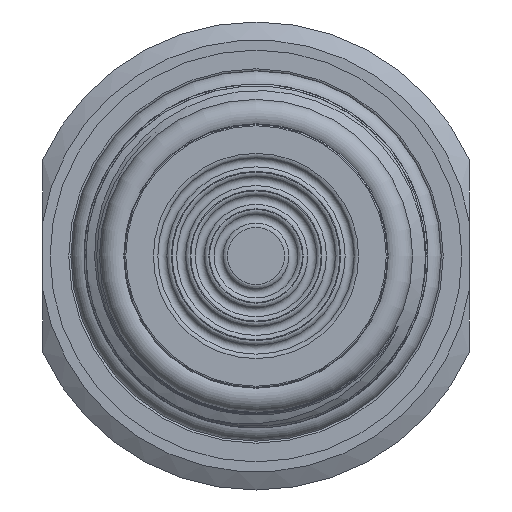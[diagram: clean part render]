
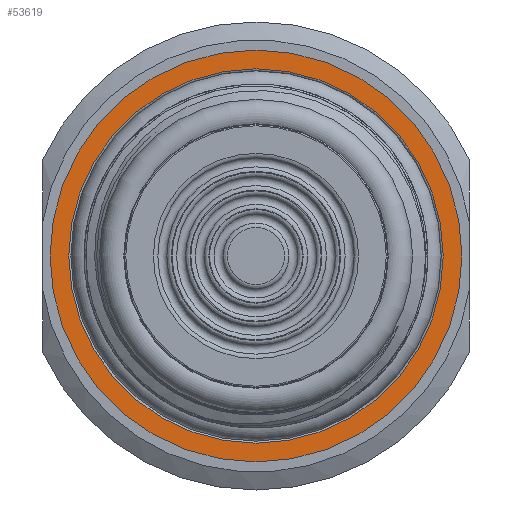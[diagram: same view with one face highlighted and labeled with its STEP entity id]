
A CAD part, left-side view. The second image highlights one B-rep face of the part: STEP entity #53619.
In plain terms, the highlighted planar face has unit normal (-1, 0, 0).
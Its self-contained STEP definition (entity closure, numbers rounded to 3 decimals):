
#1131=FACE_BOUND('',#8715,.T.);
#3072=PLANE('',#57884);
#5862=FACE_OUTER_BOUND('',#8714,.T.);
#8714=EDGE_LOOP('',(#49945));
#8715=EDGE_LOOP('',(#49946));
#9689=CIRCLE('',#57882,18.);
#9691=CIRCLE('',#57885,19.8);
#25661=VERTEX_POINT('',#118220);
#25662=VERTEX_POINT('',#118224);
#33761=EDGE_CURVE('',#25661,#25661,#9689,.T.);
#33763=EDGE_CURVE('',#25662,#25662,#9691,.T.);
#49945=ORIENTED_EDGE('',*,*,#33763,.F.);
#49946=ORIENTED_EDGE('',*,*,#33761,.T.);
#53619=ADVANCED_FACE('',(#5862,#1131),#3072,.T.);
#57882=AXIS2_PLACEMENT_3D('',#118221,#70572,#70573);
#57884=AXIS2_PLACEMENT_3D('',#118223,#70576,#70577);
#57885=AXIS2_PLACEMENT_3D('',#118225,#70578,#70579);
#70572=DIRECTION('center_axis',(1.,0.,0.));
#70573=DIRECTION('ref_axis',(0.,0.,-1.));
#70576=DIRECTION('center_axis',(-1.,0.,0.));
#70577=DIRECTION('ref_axis',(0.,0.,1.));
#70578=DIRECTION('center_axis',(1.,0.,0.));
#70579=DIRECTION('ref_axis',(0.,0.,-1.));
#118220=CARTESIAN_POINT('',(25.,0.,18.));
#118221=CARTESIAN_POINT('Origin',(25.,0.,0.));
#118223=CARTESIAN_POINT('Origin',(25.,19.8,0.));
#118224=CARTESIAN_POINT('',(25.,-19.8,0.));
#118225=CARTESIAN_POINT('Origin',(25.,0.,0.));
